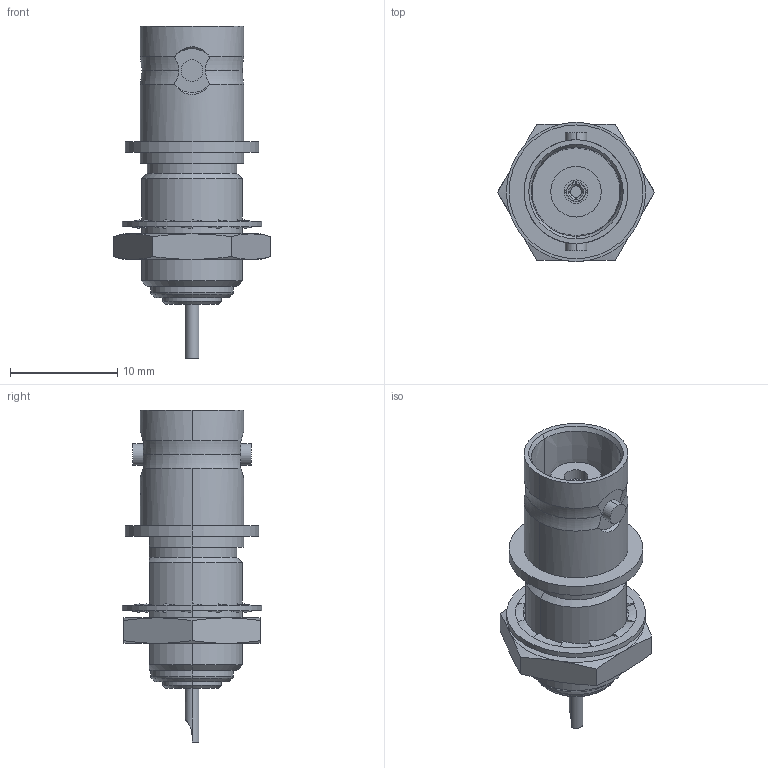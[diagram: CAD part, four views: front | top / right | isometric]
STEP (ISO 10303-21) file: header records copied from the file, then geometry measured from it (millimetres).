
FILE_DESCRIPTION (( 'STEP AP214' ), '1' );
FILE_NAME ('J01003A1218.STEP', '2018-07-12T11:44:35', ( '' ), ( '' ), 'SwSTEP 2.0', 'SolidWorks 2017', '' );
FILE_SCHEMA (( 'AUTOMOTIVE_DESIGN' ));
Length unit declared in the file: millimetre
Products named in the file (1): J01003A1218
Bounding box: 14.66 x 13 x 31 mm (x, y, z)
Volume: 1762.5 mm3; surface area: 1596.3 mm2
Topology: 2 solids, 2 shells, 249 faces, 610 edges, 383 vertices
Faces by surface type: plane 113, cylinder 50, cone 42, bspline 36, torus 8
Entity records: 10642 total; most frequent: CARTESIAN_POINT 2341, ORIENTED_EDGE 1220, DIRECTION 1044, EDGE_CURVE 610, VERTEX_POINT 383, AXIS2_PLACEMENT_3D 364, LINE 316, VECTOR 316
